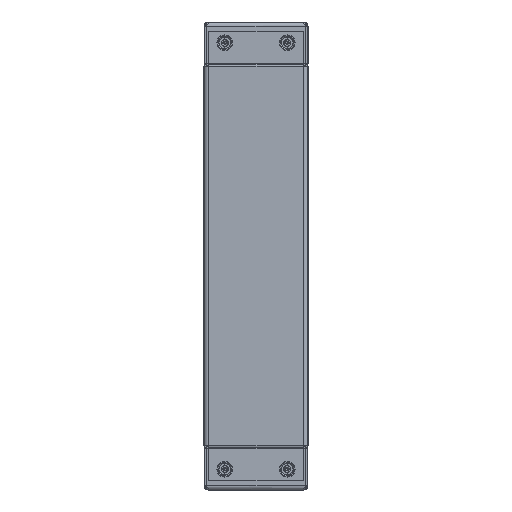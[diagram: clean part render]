
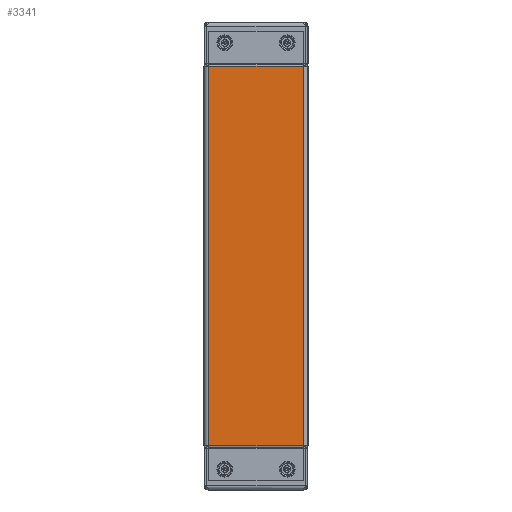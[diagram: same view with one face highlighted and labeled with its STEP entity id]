
A CAD part, left-side view. The second image highlights one B-rep face of the part: STEP entity #3341.
In plain terms, the highlighted face is planar.
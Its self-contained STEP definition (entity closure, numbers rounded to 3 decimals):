
#209 = ORIENTED_EDGE ( 'NONE', *, *, #5619, .T. ) ;
#306 = ORIENTED_EDGE ( 'NONE', *, *, #9329, .F. ) ;
#324 = CARTESIAN_POINT ( 'NONE',  ( 182.5, -45.241, 0. ) ) ;
#366 = VERTEX_POINT ( 'NONE', #5626 ) ;
#474 = VECTOR ( 'NONE', #611, 1000. ) ;
#555 = DIRECTION ( 'NONE',  ( -1., 0., 0. ) ) ;
#611 = DIRECTION ( 'NONE',  ( 0., -1., 0. ) ) ;
#699 = CARTESIAN_POINT ( 'NONE',  ( -182.5, 45.241, 0. ) ) ;
#708 = CARTESIAN_POINT ( 'NONE',  ( 216., 50., 0. ) ) ;
#736 = LINE ( 'NONE', #3665, #7040 ) ;
#751 = VERTEX_POINT ( 'NONE', #324 ) ;
#900 = CARTESIAN_POINT ( 'NONE',  ( 182.5, -50., 0. ) ) ;
#936 = VERTEX_POINT ( 'NONE', #5515 ) ;
#1064 = EDGE_CURVE ( 'NONE', #6939, #366, #4804, .T. ) ;
#1448 = CARTESIAN_POINT ( 'NONE',  ( 182.5, 46., 0. ) ) ;
#1515 = LINE ( 'NONE', #1945, #8620 ) ;
#1619 = FACE_OUTER_BOUND ( 'NONE', #3975, .T. ) ;
#1640 = VECTOR ( 'NONE', #8312, 1000. ) ;
#1672 = CARTESIAN_POINT ( 'NONE',  ( -182.5, 50., 0. ) ) ;
#1739 = EDGE_CURVE ( 'NONE', #751, #8007, #3004, .T. ) ;
#1758 = ORIENTED_EDGE ( 'NONE', *, *, #2547, .T. ) ;
#1922 = VECTOR ( 'NONE', #8874, 1000. ) ;
#1945 = CARTESIAN_POINT ( 'NONE',  ( -182.5, -50., 0. ) ) ;
#2007 = ORIENTED_EDGE ( 'NONE', *, *, #3488, .F. ) ;
#2369 = VERTEX_POINT ( 'NONE', #699 ) ;
#2547 = EDGE_CURVE ( 'NONE', #936, #8007, #5256, .T. ) ;
#2555 = VECTOR ( 'NONE', #5970, 1000. ) ;
#2998 = DIRECTION ( 'NONE',  ( 0., -1., 0. ) ) ;
#3004 = LINE ( 'NONE', #900, #2555 ) ;
#3034 = CARTESIAN_POINT ( 'NONE',  ( 182.5, 45.241, 0. ) ) ;
#3123 = ORIENTED_EDGE ( 'NONE', *, *, #6511, .F. ) ;
#3280 = VECTOR ( 'NONE', #6090, 1000. ) ;
#3341 = ADVANCED_FACE ( 'NONE', ( #1619 ), #5741, .F. ) ;
#3488 = EDGE_CURVE ( 'NONE', #6939, #8767, #736, .T. ) ;
#3665 = CARTESIAN_POINT ( 'NONE',  ( 182.5, 50., 0. ) ) ;
#3823 = EDGE_CURVE ( 'NONE', #936, #5120, #1515, .T. ) ;
#3975 = EDGE_LOOP ( 'NONE', ( #3123, #2007, #6453, #306, #209, #5989, #1758, #6724 ) ) ;
#4087 = DIRECTION ( 'NONE',  ( 0., 1., 0. ) ) ;
#4289 = CARTESIAN_POINT ( 'NONE',  ( -182.5, -45.241, 0. ) ) ;
#4804 = LINE ( 'NONE', #4870, #6418 ) ;
#4870 = CARTESIAN_POINT ( 'NONE',  ( 216., 46., 0. ) ) ;
#5011 = CARTESIAN_POINT ( 'NONE',  ( 182.5, -46., 0. ) ) ;
#5120 = VERTEX_POINT ( 'NONE', #4289 ) ;
#5256 = LINE ( 'NONE', #5431, #1640 ) ;
#5350 = CARTESIAN_POINT ( 'NONE',  ( 182.5, 50., 0. ) ) ;
#5431 = CARTESIAN_POINT ( 'NONE',  ( -216., -46., 0. ) ) ;
#5515 = CARTESIAN_POINT ( 'NONE',  ( -182.5, -46., 0. ) ) ;
#5539 = LINE ( 'NONE', #1672, #1922 ) ;
#5619 = EDGE_CURVE ( 'NONE', #2369, #5120, #6454, .T. ) ;
#5626 = CARTESIAN_POINT ( 'NONE',  ( -182.5, 46., 0. ) ) ;
#5733 = CARTESIAN_POINT ( 'NONE',  ( -182.5, 50., 0. ) ) ;
#5741 = PLANE ( 'NONE',  #7942 ) ;
#5970 = DIRECTION ( 'NONE',  ( 0., -1., 0. ) ) ;
#5989 = ORIENTED_EDGE ( 'NONE', *, *, #3823, .F. ) ;
#6090 = DIRECTION ( 'NONE',  ( 0., -1., 0. ) ) ;
#6418 = VECTOR ( 'NONE', #555, 1000. ) ;
#6453 = ORIENTED_EDGE ( 'NONE', *, *, #1064, .T. ) ;
#6454 = LINE ( 'NONE', #5733, #474 ) ;
#6511 = EDGE_CURVE ( 'NONE', #8767, #751, #8114, .T. ) ;
#6724 = ORIENTED_EDGE ( 'NONE', *, *, #1739, .F. ) ;
#6939 = VERTEX_POINT ( 'NONE', #1448 ) ;
#7040 = VECTOR ( 'NONE', #2998, 1000. ) ;
#7942 = AXIS2_PLACEMENT_3D ( 'NONE', #708, #8556, #7950 ) ;
#7950 = DIRECTION ( 'NONE',  ( -1., 0., 0. ) ) ;
#8007 = VERTEX_POINT ( 'NONE', #5011 ) ;
#8114 = LINE ( 'NONE', #5350, #3280 ) ;
#8312 = DIRECTION ( 'NONE',  ( 1., 0., 0. ) ) ;
#8556 = DIRECTION ( 'NONE',  ( 0., 0., -1. ) ) ;
#8620 = VECTOR ( 'NONE', #4087, 1000. ) ;
#8767 = VERTEX_POINT ( 'NONE', #3034 ) ;
#8874 = DIRECTION ( 'NONE',  ( 0., 1., 0. ) ) ;
#9329 = EDGE_CURVE ( 'NONE', #2369, #366, #5539, .T. ) ;
